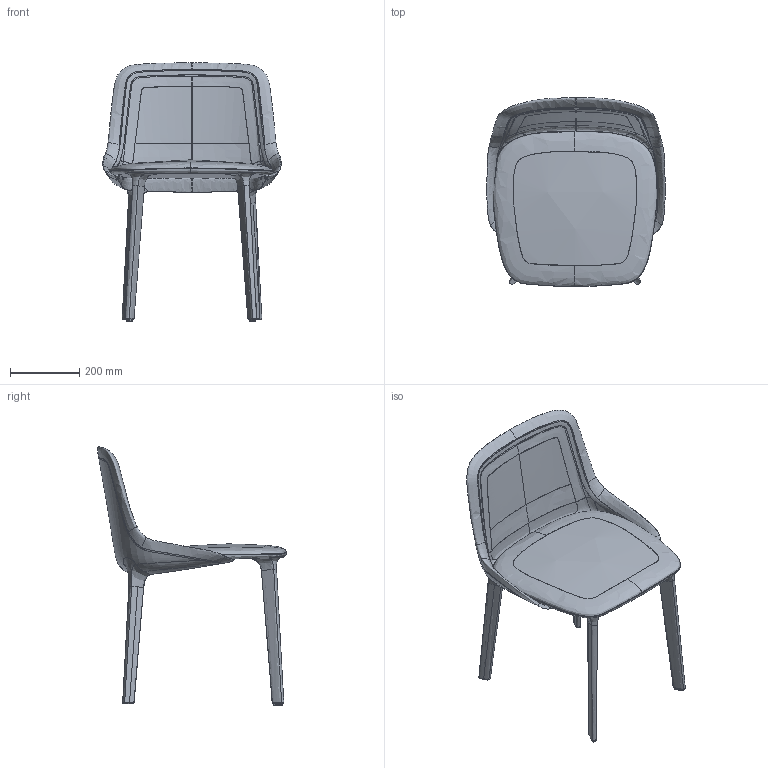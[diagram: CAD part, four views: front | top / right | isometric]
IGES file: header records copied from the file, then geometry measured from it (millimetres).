
Start section: SolidWorks IGES file using analytic representation for surfaces
Global section: file name: LEPEL SEDIA.IGS; native system: SolidWorks 2016; preprocessor: SolidWorks 2016; author: andrea.intermite; date: 170321.113110; units: millimetre
Bounding box: 516.58 x 547.59 x 748.62 mm (x, y, z)
Surface area: 1072595.7 mm2 (no closed solid volume)
Topology: 0 solids, 0 shells, 277 faces, 5263 edges, 6146 vertices
Faces by surface type: bspline 277
